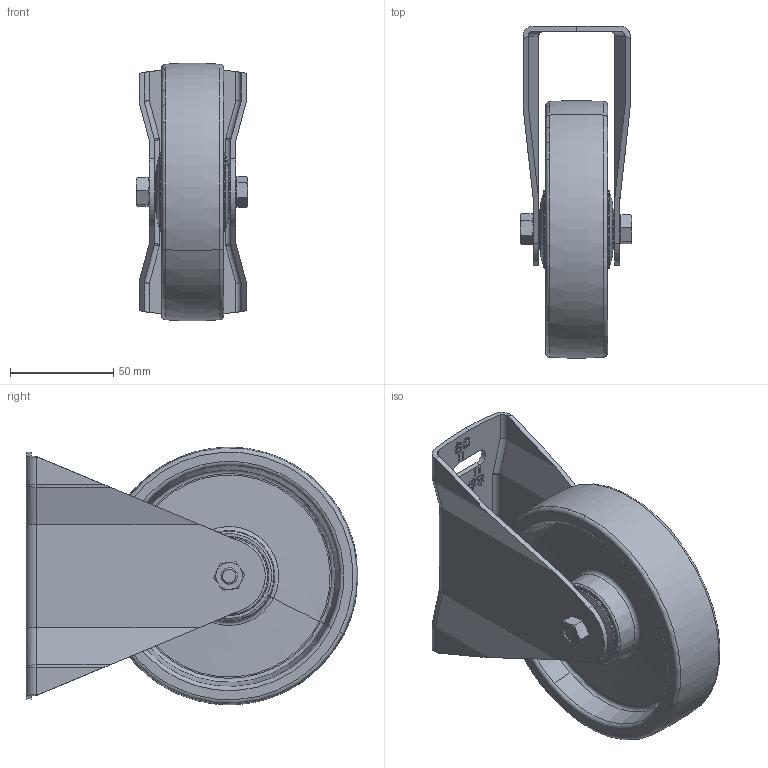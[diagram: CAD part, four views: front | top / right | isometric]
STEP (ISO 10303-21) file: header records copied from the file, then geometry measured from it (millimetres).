
FILE_DESCRIPTION (( 'STEP AP214' ), '1' );
FILE_NAME ('Accessories for aluminium profiles098F125A4045N.step', '2016-10-20T08:01:13', ( '' ), ( '' ), 'SwSTEP 2.0', 'SolidWorks 2016', '' );
FILE_SCHEMA (( 'AUTOMOTIVE_DESIGN' ));
Length unit declared in the file: millimetre
Products named in the file (5): POA_125_8K_105452-214_selction no pls; 098F4045R u.Tab_098F1254045; 4DIN934M08M; 4DIN931M08048MS01; Accessories for aluminium profiles098F125A4045N
Assembly tree (4 placements, depth 2):
  Accessories for aluminium profiles098F125A4045N
    4DIN931M08048MS01
    4DIN934M08M
    098F4045R u.Tab_098F1254045
    POA_125_8K_105452-214_selction no pls
Bounding box: 54.2 x 160.9 x 124.9 mm (x, y, z)
Volume: 240157.3 mm3; surface area: 93134.5 mm2
Topology: 4 solids, 4 shells, 739 faces, 1962 edges, 1275 vertices
Faces by surface type: plane 335, bspline 199, cone 88, cylinder 83, torus 30, sphere 4
Entity records: 42403 total; most frequent: CARTESIAN_POINT 20720, ORIENTED_EDGE 3908, DIRECTION 2638, EDGE_CURVE 1954, VERTEX_POINT 1275, VECTOR 930, LINE 930, AXIS2_PLACEMENT_3D 854
